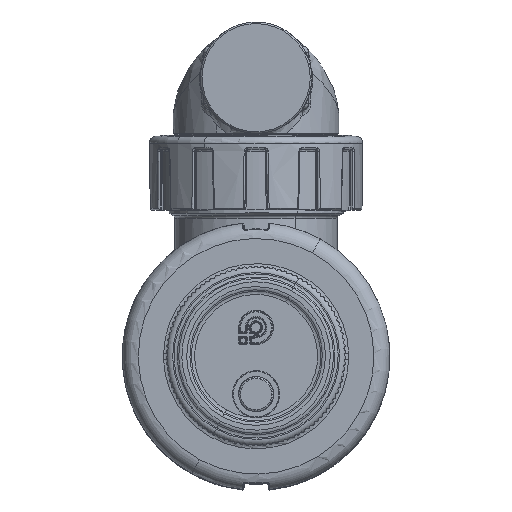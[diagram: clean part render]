
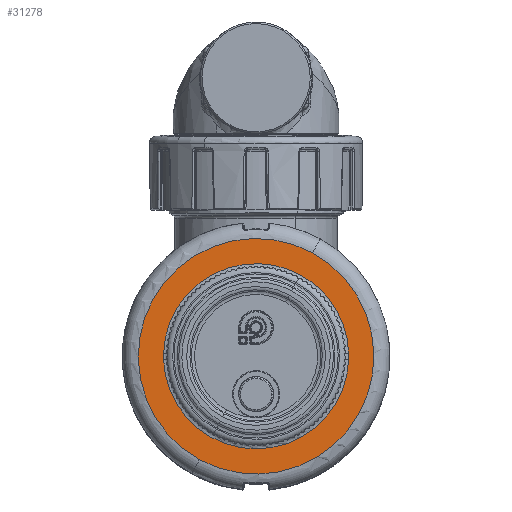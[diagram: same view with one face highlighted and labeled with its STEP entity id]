
A CAD part, top view. The second image highlights one B-rep face of the part: STEP entity #31278.
In plain terms, the highlighted planar face has unit normal (0, 0, 1).
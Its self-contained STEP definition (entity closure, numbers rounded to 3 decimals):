
#31121=CARTESIAN_POINT('Vertex',(29.068,1.,59.4)) ;
#31124=CARTESIAN_POINT('Axis2P3D Location',(0.,0.,59.4)) ;
#31128=CARTESIAN_POINT('Vertex',(19.847,21.261,59.4)) ;
#31131=CARTESIAN_POINT('Axis2P3D Location',(0.,0.,59.4)) ;
#31135=CARTESIAN_POINT('Vertex',(1.,29.068,59.4)) ;
#31138=CARTESIAN_POINT('Axis2P3D Location',(0.,0.,59.4)) ;
#31142=CARTESIAN_POINT('Vertex',(-29.068,1.,59.4)) ;
#31169=CARTESIAN_POINT('Axis2P3D Location',(0.,0.,59.4)) ;
#31173=CARTESIAN_POINT('Vertex',(-29.068,-1.,59.4)) ;
#31198=CARTESIAN_POINT('Vertex',(29.068,-1.,59.4)) ;
#31201=CARTESIAN_POINT('Axis2P3D Location',(0.,0.,59.4)) ;
#31205=CARTESIAN_POINT('Vertex',(-29.064,-1.104,59.4)) ;
#31208=CARTESIAN_POINT('Axis2P3D Location',(0.,0.,59.4)) ;
#31223=CARTESIAN_POINT('Axis2P3D Location',(0.,0.,59.4)) ;
#31227=CARTESIAN_POINT('Vertex',(29.085,0.,59.4)) ;
#31230=CARTESIAN_POINT('Axis2P3D Location',(0.,0.,59.4)) ;
#31245=CARTESIAN_POINT('Axis2P3D Location',(0.,37.,59.4)) ;
#31250=CARTESIAN_POINT('Axis2P3D Location',(0.,0.,59.4)) ;
#31254=CARTESIAN_POINT('Vertex',(-17.739,-32.471,59.4)) ;
#31256=CARTESIAN_POINT('Vertex',(17.739,32.471,59.4)) ;
#31259=CARTESIAN_POINT('Axis2P3D Location',(0.,0.,59.4)) ;
#31125=DIRECTION('Axis2P3D Direction',(0.,0.,-1.)) ;
#31132=DIRECTION('Axis2P3D Direction',(0.,0.,-1.)) ;
#31139=DIRECTION('Axis2P3D Direction',(0.,0.,-1.)) ;
#31170=DIRECTION('Axis2P3D Direction',(0.,0.,-1.)) ;
#31202=DIRECTION('Axis2P3D Direction',(0.,0.,-1.)) ;
#31209=DIRECTION('Axis2P3D Direction',(0.,0.,-1.)) ;
#31224=DIRECTION('Axis2P3D Direction',(0.,0.,-1.)) ;
#31231=DIRECTION('Axis2P3D Direction',(0.,0.,-1.)) ;
#31246=DIRECTION('Axis2P3D Direction',(0.,0.,-1.)) ;
#31247=DIRECTION('Axis2P3D XDirection',(1.,0.,0.)) ;
#31251=DIRECTION('Axis2P3D Direction',(0.,0.,-1.)) ;
#31260=DIRECTION('Axis2P3D Direction',(0.,0.,-1.)) ;
#31126=AXIS2_PLACEMENT_3D('Circle Axis2P3D',#31124,#31125,$) ;
#31133=AXIS2_PLACEMENT_3D('Circle Axis2P3D',#31131,#31132,$) ;
#31140=AXIS2_PLACEMENT_3D('Circle Axis2P3D',#31138,#31139,$) ;
#31171=AXIS2_PLACEMENT_3D('Circle Axis2P3D',#31169,#31170,$) ;
#31203=AXIS2_PLACEMENT_3D('Circle Axis2P3D',#31201,#31202,$) ;
#31210=AXIS2_PLACEMENT_3D('Circle Axis2P3D',#31208,#31209,$) ;
#31225=AXIS2_PLACEMENT_3D('Circle Axis2P3D',#31223,#31224,$) ;
#31232=AXIS2_PLACEMENT_3D('Circle Axis2P3D',#31230,#31231,$) ;
#31248=AXIS2_PLACEMENT_3D('Plane Axis2P3D',#31245,#31246,#31247) ;
#31252=AXIS2_PLACEMENT_3D('Circle Axis2P3D',#31250,#31251,$) ;
#31261=AXIS2_PLACEMENT_3D('Circle Axis2P3D',#31259,#31260,$) ;
#31127=CIRCLE('generated circle',#31126,29.085) ;
#31134=CIRCLE('generated circle',#31133,29.085) ;
#31141=CIRCLE('generated circle',#31140,29.085) ;
#31172=CIRCLE('generated circle',#31171,29.085) ;
#31204=CIRCLE('generated circle',#31203,29.085) ;
#31211=CIRCLE('generated circle',#31210,29.085) ;
#31226=CIRCLE('generated circle',#31225,29.085) ;
#31233=CIRCLE('generated circle',#31232,29.085) ;
#31253=CIRCLE('generated circle',#31252,37.) ;
#31262=CIRCLE('generated circle',#31261,37.) ;
#31249=PLANE('',#31248) ;
#31277=FACE_BOUND('',#31268,.T.) ;
#31130=EDGE_CURVE('',#31129,#31122,#31127,.T.) ;
#31137=EDGE_CURVE('',#31136,#31129,#31134,.T.) ;
#31144=EDGE_CURVE('',#31143,#31136,#31141,.T.) ;
#31175=EDGE_CURVE('',#31174,#31143,#31172,.T.) ;
#31207=EDGE_CURVE('',#31206,#31174,#31204,.T.) ;
#31212=EDGE_CURVE('',#31199,#31206,#31211,.T.) ;
#31229=EDGE_CURVE('',#31228,#31199,#31226,.T.) ;
#31234=EDGE_CURVE('',#31122,#31228,#31233,.T.) ;
#31258=EDGE_CURVE('',#31255,#31257,#31253,.T.) ;
#31263=EDGE_CURVE('',#31257,#31255,#31262,.T.) ;
#31265=ORIENTED_EDGE('',*,*,#31258,.F.) ;
#31266=ORIENTED_EDGE('',*,*,#31263,.F.) ;
#31269=ORIENTED_EDGE('',*,*,#31229,.T.) ;
#31270=ORIENTED_EDGE('',*,*,#31212,.T.) ;
#31271=ORIENTED_EDGE('',*,*,#31207,.T.) ;
#31272=ORIENTED_EDGE('',*,*,#31175,.T.) ;
#31273=ORIENTED_EDGE('',*,*,#31144,.T.) ;
#31274=ORIENTED_EDGE('',*,*,#31137,.T.) ;
#31275=ORIENTED_EDGE('',*,*,#31130,.T.) ;
#31276=ORIENTED_EDGE('',*,*,#31234,.T.) ;
#31264=EDGE_LOOP('',(#31265,#31266)) ;
#31268=EDGE_LOOP('',(#31269,#31270,#31271,#31272,#31273,#31274,#31275,#31276)) ;
#31122=VERTEX_POINT('',#31121) ;
#31129=VERTEX_POINT('',#31128) ;
#31136=VERTEX_POINT('',#31135) ;
#31143=VERTEX_POINT('',#31142) ;
#31174=VERTEX_POINT('',#31173) ;
#31199=VERTEX_POINT('',#31198) ;
#31206=VERTEX_POINT('',#31205) ;
#31228=VERTEX_POINT('',#31227) ;
#31255=VERTEX_POINT('',#31254) ;
#31257=VERTEX_POINT('',#31256) ;
#31278=ADVANCED_FACE('PartBody',(#31267,#31277),#31249,.F.) ;
#31267=FACE_OUTER_BOUND('',#31264,.T.) ;
